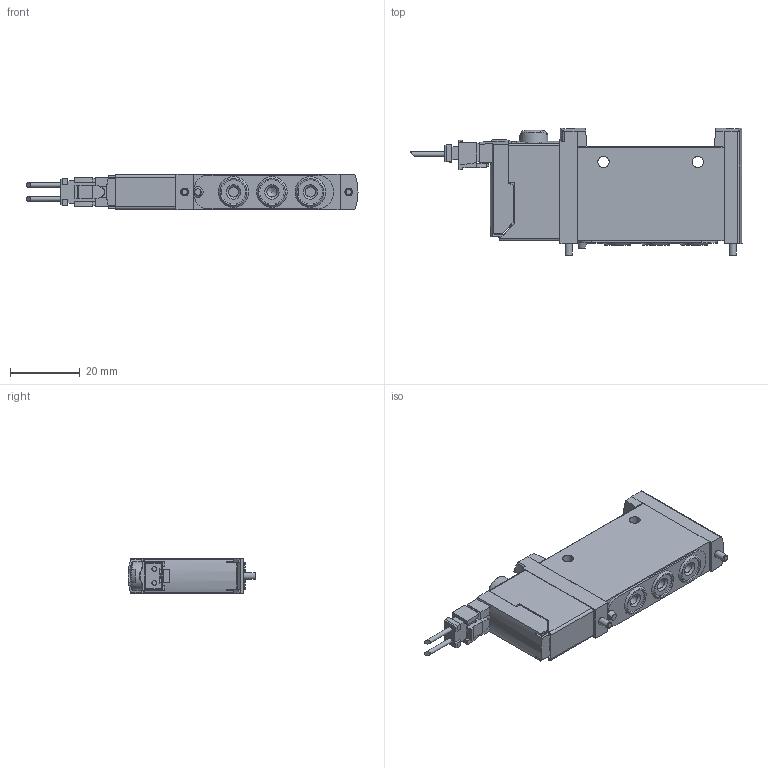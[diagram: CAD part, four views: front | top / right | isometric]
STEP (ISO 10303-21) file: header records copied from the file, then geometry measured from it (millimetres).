
FILE_DESCRIPTION(/* description */ ('STEP AP214'),/* implementation_level */ '2;1');
FILE_NAME(/* name */ '577324_VUVG-S10-M52-RT-M5-1H2L-W1',/* time_stamp */ '2024-09-17T17:18:34+02:00',/* author */ ('License CC BY-ND 4.0'),/* organization */ ('CADENAS'),/* preprocessor_version */ 'ST-DEVELOPER v19.3',/* originating_system */ 'PARTsolutions',/* authorisation */ ' ');
FILE_SCHEMA (('AUTOMOTIVE_DESIGN {1 0 10303 214 3 1 1}'));
Length unit declared in the file: millimetre
Products named in the file (6): 577324 VUVG-S10-M52-RT-M5-1H2L-W1; 564212 VUVG-S-10-M52-R-T-M5--1H2--L-W1---(G); 8086666 M2X34-10.9-Z; 1634476 VABD-L1-10X-S-M5---(DR); 566714 VAVE-L1-1VH2-LP; 566654 NEBV-H1G2-KN-0.5-N-LE2
Assembly tree (6 placements, depth 2):
  577324 VUVG-S10-M52-RT-M5-1H2L-W1
    564212 VUVG-S-10-M52-R-T-M5--1H2--L-W1---(G)
    8086666 M2X34-10.9-Z  x2
    1634476 VABD-L1-10X-S-M5---(DR)
    566714 VAVE-L1-1VH2-LP
    566654 NEBV-H1G2-KN-0.5-N-LE2
Bounding box: 95.05 x 36.6 x 10.25 mm (x, y, z)
Volume: 20100.1 mm3; surface area: 11065.7 mm2
Topology: 6 solids, 6 shells, 615 faces, 1598 edges, 1037 vertices
Faces by surface type: plane 429, cylinder 128, cone 41, torus 12, sphere 5
Full cylindrical faces by diameter (mm): 1.3 x2, 1.69 x2, 2 x2, 2.9 x3, 3.2 x2, 3.8 x1, 3.9 x1, 4.134 x5, 4.45 x3, 7 x3, 8.1 x1
Entity records: 19748 total; most frequent: CARTESIAN_POINT 3291, DIRECTION 2922, ORIENTED_EDGE 2902, EDGE_CURVE 1451, LINE 1016, VECTOR 1016, VERTEX_POINT 977, AXIS2_PLACEMENT_3D 953
